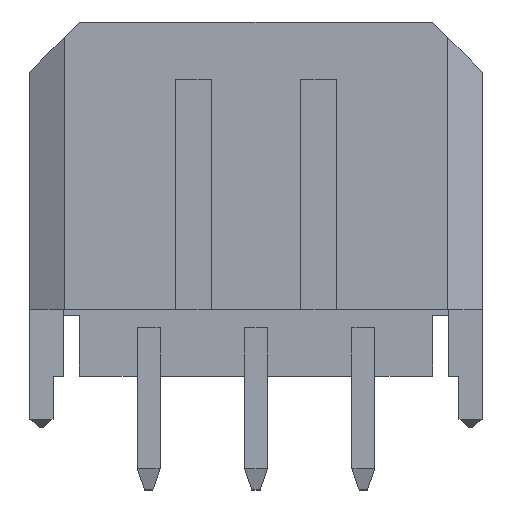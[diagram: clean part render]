
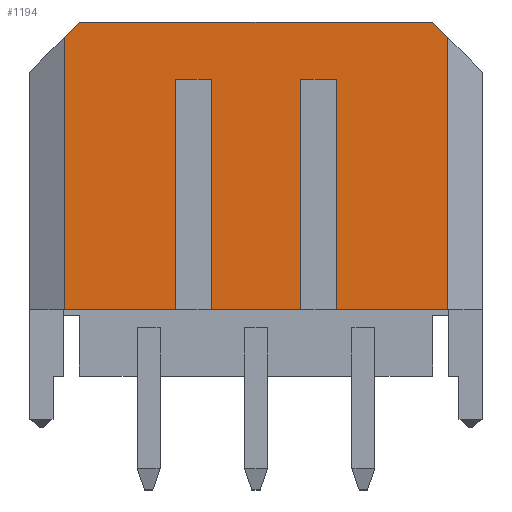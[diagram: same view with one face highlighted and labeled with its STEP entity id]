
A CAD part, top view. The second image highlights one B-rep face of the part: STEP entity #1194.
In plain terms, the highlighted planar face has unit normal (0, 0, 1).
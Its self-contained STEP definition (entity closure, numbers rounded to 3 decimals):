
#31 = EDGE_CURVE ( 'NONE', #3116, #2141, #2470, .T. ) ;
#53 = ORIENTED_EDGE ( 'NONE', *, *, #1814, .T. ) ;
#74 = LINE ( 'NONE', #3537, #2028 ) ;
#96 = EDGE_CURVE ( 'NONE', #1459, #3365, #4771, .T. ) ;
#238 = VECTOR ( 'NONE', #4951, 1000. ) ;
#388 = EDGE_CURVE ( 'NONE', #5665, #1102, #2861, .T. ) ;
#486 = AXIS2_PLACEMENT_3D ( 'NONE', #3902, #3380, #2691 ) ;
#488 = DIRECTION ( 'NONE',  ( 0., 1., 0. ) ) ;
#653 = CARTESIAN_POINT ( 'NONE',  ( 1.25, 8.3, 2.275 ) ) ;
#764 = VECTOR ( 'NONE', #2557, 1000. ) ;
#786 = CARTESIAN_POINT ( 'NONE',  ( 2.25, 8.3, 2.275 ) ) ;
#790 = DIRECTION ( 'NONE',  ( 1., 0., 0. ) ) ;
#1056 = VECTOR ( 'NONE', #5388, 1000. ) ;
#1102 = VERTEX_POINT ( 'NONE', #1172 ) ;
#1150 = EDGE_CURVE ( 'NONE', #1459, #4333, #5285, .T. ) ;
#1172 = CARTESIAN_POINT ( 'NONE',  ( 5.365, 9.46, 2.275 ) ) ;
#1181 = LINE ( 'NONE', #4567, #3191 ) ;
#1194 = ADVANCED_FACE ( 'NONE', ( #5195 ), #2932, .F. ) ;
#1219 = EDGE_CURVE ( 'NONE', #4464, #2770, #3284, .T. ) ;
#1273 = LINE ( 'NONE', #4338, #1409 ) ;
#1279 = VECTOR ( 'NONE', #5250, 1000. ) ;
#1290 = DIRECTION ( 'NONE',  ( 1., 0., 0. ) ) ;
#1298 = VERTEX_POINT ( 'NONE', #4245 ) ;
#1314 = EDGE_CURVE ( 'NONE', #3845, #3365, #1181, .T. ) ;
#1361 = CARTESIAN_POINT ( 'NONE',  ( 1.25, 8.3, 2.275 ) ) ;
#1397 = CARTESIAN_POINT ( 'NONE',  ( 2.25, 8.3, 2.275 ) ) ;
#1409 = VECTOR ( 'NONE', #3348, 1000. ) ;
#1453 = DIRECTION ( 'NONE',  ( -1., 0., 0. ) ) ;
#1459 = VERTEX_POINT ( 'NONE', #3882 ) ;
#1469 = CARTESIAN_POINT ( 'NONE',  ( 1.25, 8.3, 2.275 ) ) ;
#1502 = EDGE_LOOP ( 'NONE', ( #2164, #5374, #1896, #3940, #3789, #1893, #53, #1548, #3811, #1769, #5764, #4157, #5788, #1913 ) ) ;
#1548 = ORIENTED_EDGE ( 'NONE', *, *, #1219, .F. ) ;
#1571 = EDGE_CURVE ( 'NONE', #2931, #1298, #1273, .T. ) ;
#1628 = CARTESIAN_POINT ( 'NONE',  ( 1.25, 1.85, 2.275 ) ) ;
#1676 = CARTESIAN_POINT ( 'NONE',  ( 5.365, 9.9, 2.275 ) ) ;
#1735 = VECTOR ( 'NONE', #488, 1000. ) ;
#1768 = CARTESIAN_POINT ( 'NONE',  ( -5.39, 1.85, 2.275 ) ) ;
#1769 = ORIENTED_EDGE ( 'NONE', *, *, #1314, .T. ) ;
#1814 = EDGE_CURVE ( 'NONE', #1102, #2770, #5513, .T. ) ;
#1823 = CARTESIAN_POINT ( 'NONE',  ( -5.365, 1.85, 2.275 ) ) ;
#1862 = LINE ( 'NONE', #4896, #3809 ) ;
#1893 = ORIENTED_EDGE ( 'NONE', *, *, #388, .T. ) ;
#1896 = ORIENTED_EDGE ( 'NONE', *, *, #31, .T. ) ;
#1913 = ORIENTED_EDGE ( 'NONE', *, *, #1571, .F. ) ;
#2028 = VECTOR ( 'NONE', #4953, 1000. ) ;
#2063 = CARTESIAN_POINT ( 'NONE',  ( -2.25, 8.3, 2.275 ) ) ;
#2116 = DIRECTION ( 'NONE',  ( -1., 0., 0. ) ) ;
#2141 = VERTEX_POINT ( 'NONE', #786 ) ;
#2164 = ORIENTED_EDGE ( 'NONE', *, *, #5851, .F. ) ;
#2207 = LINE ( 'NONE', #1397, #238 ) ;
#2365 = CARTESIAN_POINT ( 'NONE',  ( 4.925, 9.9, 2.275 ) ) ;
#2470 = LINE ( 'NONE', #653, #2480 ) ;
#2480 = VECTOR ( 'NONE', #1290, 1000. ) ;
#2522 = VECTOR ( 'NONE', #2656, 1000. ) ;
#2532 = LINE ( 'NONE', #5833, #2522 ) ;
#2557 = DIRECTION ( 'NONE',  ( -1., 0., 0. ) ) ;
#2637 = CARTESIAN_POINT ( 'NONE',  ( 4.925, 9.9, 2.275 ) ) ;
#2656 = DIRECTION ( 'NONE',  ( -1., 0., 0. ) ) ;
#2691 = DIRECTION ( 'NONE',  ( -1., 0., 0. ) ) ;
#2770 = VERTEX_POINT ( 'NONE', #2365 ) ;
#2861 = LINE ( 'NONE', #1676, #1056 ) ;
#2931 = VERTEX_POINT ( 'NONE', #5340 ) ;
#2932 = PLANE ( 'NONE',  #486 ) ;
#3113 = EDGE_CURVE ( 'NONE', #4464, #3845, #74, .T. ) ;
#3116 = VERTEX_POINT ( 'NONE', #1361 ) ;
#3120 = VECTOR ( 'NONE', #790, 1000. ) ;
#3191 = VECTOR ( 'NONE', #4714, 1000. ) ;
#3284 = LINE ( 'NONE', #5752, #3120 ) ;
#3318 = CARTESIAN_POINT ( 'NONE',  ( -5.365, 9.46, 2.275 ) ) ;
#3348 = DIRECTION ( 'NONE',  ( 0., 1., 0. ) ) ;
#3353 = VECTOR ( 'NONE', #1453, 1000. ) ;
#3365 = VERTEX_POINT ( 'NONE', #1823 ) ;
#3380 = DIRECTION ( 'NONE',  ( 0., 0., -1. ) ) ;
#3416 = LINE ( 'NONE', #1768, #3353 ) ;
#3537 = CARTESIAN_POINT ( 'NONE',  ( -4.925, 9.9, 2.275 ) ) ;
#3707 = CARTESIAN_POINT ( 'NONE',  ( 2.25, 1.85, 2.275 ) ) ;
#3789 = ORIENTED_EDGE ( 'NONE', *, *, #4143, .F. ) ;
#3809 = VECTOR ( 'NONE', #2116, 1000. ) ;
#3811 = ORIENTED_EDGE ( 'NONE', *, *, #3113, .T. ) ;
#3845 = VERTEX_POINT ( 'NONE', #3318 ) ;
#3851 = CARTESIAN_POINT ( 'NONE',  ( -5.39, 1.85, 2.275 ) ) ;
#3882 = CARTESIAN_POINT ( 'NONE',  ( -2.25, 1.85, 2.275 ) ) ;
#3902 = CARTESIAN_POINT ( 'NONE',  ( -6.325, 9.9, 2.275 ) ) ;
#3940 = ORIENTED_EDGE ( 'NONE', *, *, #3991, .F. ) ;
#3991 = EDGE_CURVE ( 'NONE', #4989, #2141, #2207, .T. ) ;
#4053 = CARTESIAN_POINT ( 'NONE',  ( -4.925, 9.9, 2.275 ) ) ;
#4143 = EDGE_CURVE ( 'NONE', #5665, #4989, #2532, .T. ) ;
#4157 = ORIENTED_EDGE ( 'NONE', *, *, #1150, .T. ) ;
#4245 = CARTESIAN_POINT ( 'NONE',  ( -1.25, 8.3, 2.275 ) ) ;
#4333 = VERTEX_POINT ( 'NONE', #2063 ) ;
#4338 = CARTESIAN_POINT ( 'NONE',  ( -1.25, 8.3, 2.275 ) ) ;
#4374 = VERTEX_POINT ( 'NONE', #1628 ) ;
#4464 = VERTEX_POINT ( 'NONE', #4053 ) ;
#4525 = EDGE_CURVE ( 'NONE', #1298, #4333, #1862, .T. ) ;
#4567 = CARTESIAN_POINT ( 'NONE',  ( -5.365, 9.9, 2.275 ) ) ;
#4714 = DIRECTION ( 'NONE',  ( 0., -1., 0. ) ) ;
#4771 = LINE ( 'NONE', #3851, #764 ) ;
#4896 = CARTESIAN_POINT ( 'NONE',  ( -1.25, 8.3, 2.275 ) ) ;
#4951 = DIRECTION ( 'NONE',  ( 0., 1., 0. ) ) ;
#4953 = DIRECTION ( 'NONE',  ( -0.707, -0.707, 0. ) ) ;
#4989 = VERTEX_POINT ( 'NONE', #3707 ) ;
#5195 = FACE_OUTER_BOUND ( 'NONE', #1502, .T. ) ;
#5250 = DIRECTION ( 'NONE',  ( 0., 1., 0. ) ) ;
#5285 = LINE ( 'NONE', #5456, #1279 ) ;
#5340 = CARTESIAN_POINT ( 'NONE',  ( -1.25, 1.85, 2.275 ) ) ;
#5374 = ORIENTED_EDGE ( 'NONE', *, *, #5730, .T. ) ;
#5388 = DIRECTION ( 'NONE',  ( 0., 1., 0. ) ) ;
#5456 = CARTESIAN_POINT ( 'NONE',  ( -2.25, 8.3, 2.275 ) ) ;
#5479 = VECTOR ( 'NONE', #5499, 1000. ) ;
#5499 = DIRECTION ( 'NONE',  ( -0.707, 0.707, 0. ) ) ;
#5513 = LINE ( 'NONE', #2637, #5479 ) ;
#5576 = LINE ( 'NONE', #1469, #1735 ) ;
#5665 = VERTEX_POINT ( 'NONE', #5838 ) ;
#5730 = EDGE_CURVE ( 'NONE', #4374, #3116, #5576, .T. ) ;
#5752 = CARTESIAN_POINT ( 'NONE',  ( -6.325, 9.9, 2.275 ) ) ;
#5764 = ORIENTED_EDGE ( 'NONE', *, *, #96, .F. ) ;
#5788 = ORIENTED_EDGE ( 'NONE', *, *, #4525, .F. ) ;
#5833 = CARTESIAN_POINT ( 'NONE',  ( -5.39, 1.85, 2.275 ) ) ;
#5838 = CARTESIAN_POINT ( 'NONE',  ( 5.365, 1.85, 2.275 ) ) ;
#5851 = EDGE_CURVE ( 'NONE', #4374, #2931, #3416, .T. ) ;
